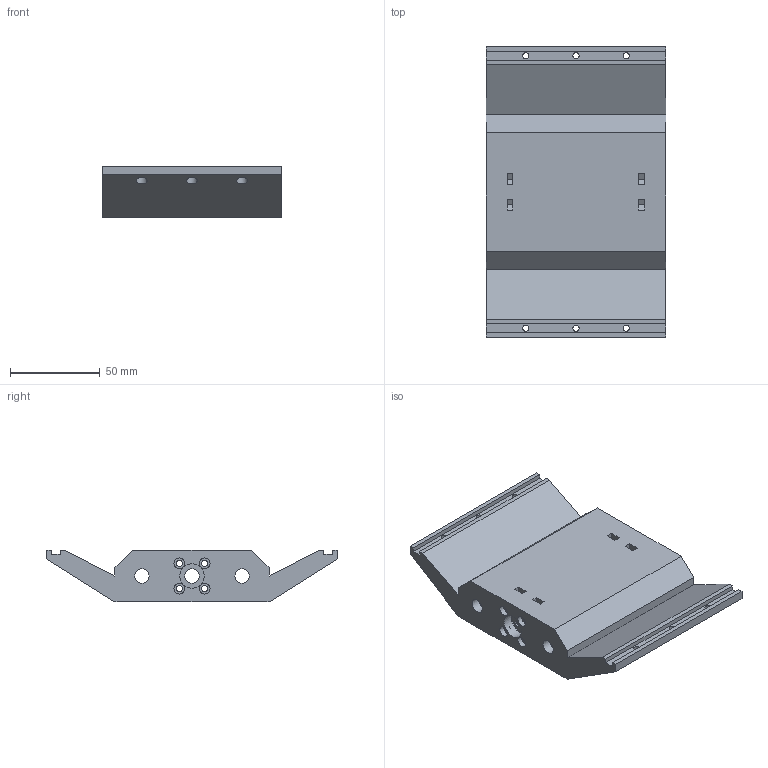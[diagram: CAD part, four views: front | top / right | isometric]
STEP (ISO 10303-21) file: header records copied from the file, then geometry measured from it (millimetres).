
FILE_DESCRIPTION(('FreeCAD Model'),'2;1');
FILE_NAME( 'x-carriage-base.step', '2020-03-30T14:54:36',('Author'),(''), 'Open CASCADE STEP processor 7.3','FreeCAD','Unknown');
FILE_SCHEMA(('AUTOMOTIVE_DESIGN { 1 0 10303 214 1 1 1 1 }'));
Length unit declared in the file: millimetre
Products named in the file (1): x-carriage-base
Bounding box: 100 x 162 x 29 mm (x, y, z)
Volume: 287123.4 mm3; surface area: 61975.7 mm2
Topology: 1 solids, 1 shells, 166 faces, 400 edges, 267 vertices
Faces by surface type: plane 119, cylinder 47
Full cylindrical faces by diameter (mm): 3.4 x22, 6 x10, 8.1 x7, 13.5 x2, 15.1 x4, 25.5 x2
Entity records: 10430 total; most frequent: CARTESIAN_POINT 2114, DIRECTION 1567, LINE 973, VECTOR 973, ORIENTED_EDGE 800, PCURVE 800, DEFINITIONAL_REPRESENTATION 800, EDGE_CURVE 400
